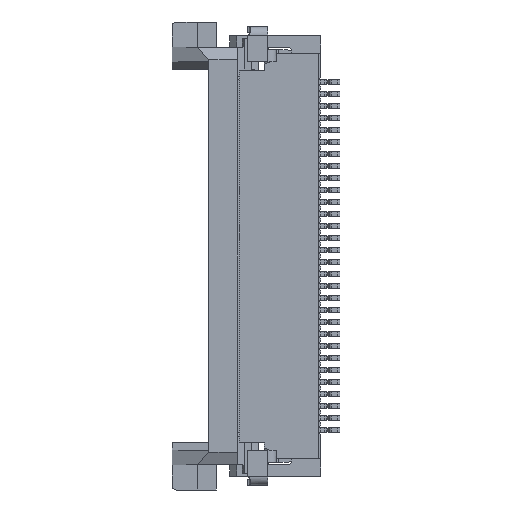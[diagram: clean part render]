
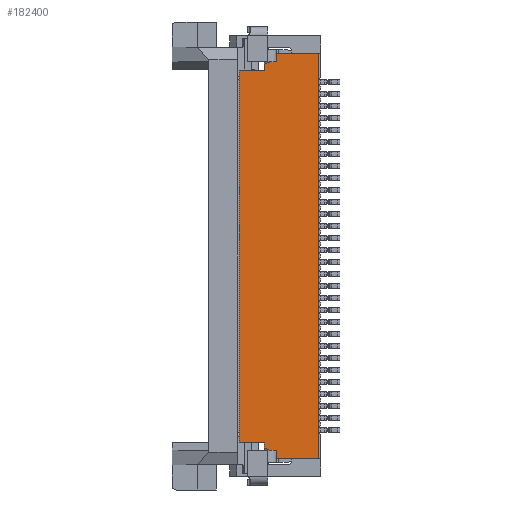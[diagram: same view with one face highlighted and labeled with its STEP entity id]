
A CAD part, left-side view. The second image highlights one B-rep face of the part: STEP entity #182400.
In plain terms, the highlighted face is planar.
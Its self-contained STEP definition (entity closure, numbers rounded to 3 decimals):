
#23560=CARTESIAN_POINT('',(0.5,34.15,-1.93));
#23570=VERTEX_POINT('',#23560);
#23600=CARTESIAN_POINT('',(0.5,34.25,-1.93));
#23610=DIRECTION('',(0.,1.,0.));
#23620=VECTOR('',#23610,1.);
#23630=LINE('',#23600,#23620);
#23640=CARTESIAN_POINT('',(0.5,32.4,-1.93));
#23650=VERTEX_POINT('',#23640);
#23660=EDGE_CURVE('',#23650,#23570,#23630,.T.);
#40020=CARTESIAN_POINT('',(0.5,31.9,-2.63));
#40030=VERTEX_POINT('',#40020);
#40060=CARTESIAN_POINT('',(0.5,34.25,-2.63));
#40070=DIRECTION('',(0.,-1.,0.));
#40080=VECTOR('',#40070,1.);
#40090=LINE('',#40060,#40080);
#40100=CARTESIAN_POINT('',(0.5,30.85,-2.63));
#40110=VERTEX_POINT('',#40100);
#40120=EDGE_CURVE('',#40030,#40110,#40090,.T.);
#47190=CARTESIAN_POINT('',(0.5,32.337,-2.28));
#47200=VERTEX_POINT('',#47190);
#77910=CARTESIAN_POINT('',(0.5,32.15,-2.28));
#77920=VERTEX_POINT('',#77910);
#77950=CARTESIAN_POINT('',(0.5,34.25,-1.44));
#77960=DIRECTION('',(0.,0.928,
0.371));
#77970=VECTOR('',#77960,1.);
#77980=LINE('',#77950,#77970);
#77990=CARTESIAN_POINT('',(0.5,31.9,-2.38));
#78000=VERTEX_POINT('',#77990);
#78010=EDGE_CURVE('',#78000,#77920,#77980,.T.);
#97640=CARTESIAN_POINT('',(0.5,32.337,-18.48));
#97650=VERTEX_POINT('',#97640);
#127770=CARTESIAN_POINT('',(0.5,32.4,-2.28));
#127780=VERTEX_POINT('',#127770);
#127810=CARTESIAN_POINT('',(0.5,34.25,-2.28));
#127820=DIRECTION('',(0.,1.,0.));
#127830=VECTOR('',#127820,1.);
#127840=LINE('',#127810,#127830);
#127850=EDGE_CURVE('',#47200,#127780,#127840,.T.);
#140060=CARTESIAN_POINT('',(0.5,32.4,-1.205));
#140070=DIRECTION('',(0.,0.,1.));
#140080=VECTOR('',#140070,1.);
#140090=LINE('',#140060,#140080);
#140100=EDGE_CURVE('',#127780,#23650,#140090,.T.);
#141440=CARTESIAN_POINT('',(0.5,31.3,-2.28));
#141450=DIRECTION('',(0.,1.,0.));
#141460=VECTOR('',#141450,1.);
#141470=LINE('',#141440,#141460);
#141480=EDGE_CURVE('',#77920,#47200,#141470,.T.);
#157400=CARTESIAN_POINT('',(0.5,34.15,-18.83));
#157410=VERTEX_POINT('',#157400);
#157440=CARTESIAN_POINT('',(0.5,34.15,-21.02));
#157450=DIRECTION('',(0.,0.,-1.));
#157460=VECTOR('',#157450,1.);
#157470=LINE('',#157440,#157460);
#157480=EDGE_CURVE('',#23570,#157410,#157470,.T.);
#180650=CARTESIAN_POINT('',(0.5,32.15,-18.48));
#180660=VERTEX_POINT('',#180650);
#180690=CARTESIAN_POINT('',(0.5,31.3,-18.48));
#180700=DIRECTION('',(0.,1.,0.));
#180710=VECTOR('',#180700,1.);
#180720=LINE('',#180690,#180710);
#180730=EDGE_CURVE('',#180660,#97650,#180720,.T.);
#181190=CARTESIAN_POINT('',(0.5,31.9,-18.38));
#181200=VERTEX_POINT('',#181190);
#181250=CARTESIAN_POINT('',(0.5,34.25,-19.32));
#181260=DIRECTION('',(0.,0.928,
-0.371));
#181270=VECTOR('',#181260,1.);
#181280=LINE('',#181250,#181270);
#181290=EDGE_CURVE('',#181200,#180660,#181280,.T.);
#181740=CARTESIAN_POINT('',(0.5,34.25,-20.555));
#181750=DIRECTION('',(-1.,0.,0.));
#181760=DIRECTION('',(0.,0.,1.));
#181770=AXIS2_PLACEMENT_3D('',#181740,#181750,#181760);
#181780=PLANE('',#181770);
#181790=CARTESIAN_POINT('',(0.5,34.25,-18.83));
#181800=DIRECTION('',(0.,1.,0.));
#181810=VECTOR('',#181800,1.);
#181820=LINE('',#181790,#181810);
#181830=CARTESIAN_POINT('',(0.5,32.4,-18.83));
#181840=VERTEX_POINT('',#181830);
#181850=EDGE_CURVE('',#181840,#157410,#181820,.T.);
#181860=ORIENTED_EDGE('',*,*,#181850,.T.);
#181870=CARTESIAN_POINT('',(0.5,32.4,-19.555));
#181880=DIRECTION('',(0.,0.,-1.));
#181890=VECTOR('',#181880,1.);
#181900=LINE('',#181870,#181890);
#181910=CARTESIAN_POINT('',(0.5,32.4,-18.48));
#181920=VERTEX_POINT('',#181910);
#181930=EDGE_CURVE('',#181920,#181840,#181900,.T.);
#181940=ORIENTED_EDGE('',*,*,#181930,.T.);
#181950=CARTESIAN_POINT('',(0.5,34.25,-18.48));
#181960=DIRECTION('',(0.,1.,0.));
#181970=VECTOR('',#181960,1.);
#181980=LINE('',#181950,#181970);
#181990=EDGE_CURVE('',#97650,#181920,#181980,.T.);
#182000=ORIENTED_EDGE('',*,*,#181990,.T.);
#182010=ORIENTED_EDGE('',*,*,#180730,.T.);
#182020=ORIENTED_EDGE('',*,*,#181290,.T.);
#182030=CARTESIAN_POINT('',(0.5,31.9,-19.555));
#182040=DIRECTION('',(0.,0.,-1.));
#182050=VECTOR('',#182040,1.);
#182060=LINE('',#182030,#182050);
#182070=CARTESIAN_POINT('',(0.5,31.9,-18.13));
#182080=VERTEX_POINT('',#182070);
#182090=EDGE_CURVE('',#182080,#181200,#182060,.T.);
#182100=ORIENTED_EDGE('',*,*,#182090,.T.);
#182110=CARTESIAN_POINT('',(0.5,34.25,-18.13));
#182120=DIRECTION('',(0.,-1.,0.));
#182130=VECTOR('',#182120,1.);
#182140=LINE('',#182110,#182130);
#182150=CARTESIAN_POINT('',(0.5,30.85,-18.13));
#182160=VERTEX_POINT('',#182150);
#182170=EDGE_CURVE('',#182080,#182160,#182140,.T.);
#182180=ORIENTED_EDGE('',*,*,#182170,.F.);
#182190=CARTESIAN_POINT('',(0.5,30.85,-17.74));
#182200=DIRECTION('',(0.,0.,-1.));
#182210=VECTOR('',#182200,1.);
#182220=LINE('',#182190,#182210);
#182230=EDGE_CURVE('',#40110,#182160,#182220,.T.);
#182240=ORIENTED_EDGE('',*,*,#182230,.T.);
#182250=ORIENTED_EDGE('',*,*,#40120,.T.);
#182260=CARTESIAN_POINT('',(0.5,31.9,-1.205));
#182270=DIRECTION('',(0.,0.,1.));
#182280=VECTOR('',#182270,1.);
#182290=LINE('',#182260,#182280);
#182300=EDGE_CURVE('',#40030,#78000,#182290,.T.);
#182310=ORIENTED_EDGE('',*,*,#182300,.F.);
#182320=ORIENTED_EDGE('',*,*,#78010,.F.);
#182330=ORIENTED_EDGE('',*,*,#141480,.F.);
#182340=ORIENTED_EDGE('',*,*,#127850,.F.);
#182350=ORIENTED_EDGE('',*,*,#140100,.F.);
#182360=ORIENTED_EDGE('',*,*,#23660,.F.);
#182370=ORIENTED_EDGE('',*,*,#157480,.F.);
#182380=EDGE_LOOP('',(#182370,#182360,#182350,#182340,#182330,#182320,
#182310,#182250,#182240,#182180,#182100,#182020,#182010,#182000,#181940,
#181860));
#182390=FACE_OUTER_BOUND('',#182380,.T.);
#182400=ADVANCED_FACE('',(#182390),#181780,.F.);
